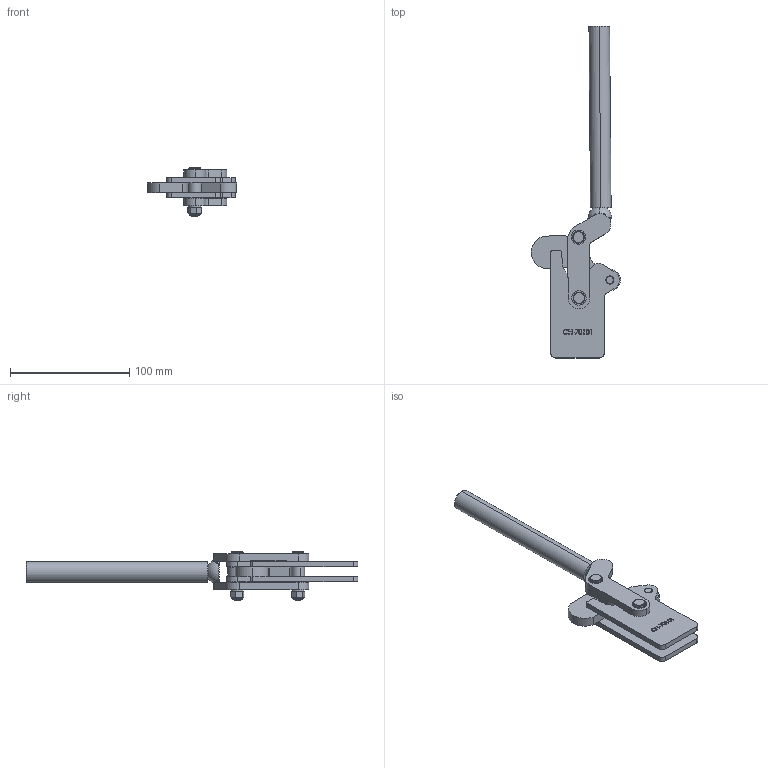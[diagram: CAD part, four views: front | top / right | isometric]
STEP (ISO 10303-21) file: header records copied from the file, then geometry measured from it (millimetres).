
FILE_DESCRIPTION (( 'STEP AP203' ), '1' );
FILE_NAME ('CH-70101.STEP', '2017-12-08T02:58:14', ( 'Windows' ), ( 'Microsoft' ), 'SwSTEP 2.0', 'SolidWorks 2015', '' );
FILE_SCHEMA (( 'CONFIG_CONTROL_DESIGN' ));
Length unit declared in the file: millimetre
Products named in the file (12): 02-07; 02-03; 02-09; 0201-01_默认<按加工>; 02-06; 01-01; 02-13; 02-08; 1-4 LOCK NUT; 02-05; CH-70101; 02-12
Assembly tree (17 placements, depth 2):
  CH-70101
    01-01
    02-08
    02-05
    02-12  x2
    02-07  x2
    02-03  x2
    02-09
    0201-01_默认<按加工>
    02-06  x2
    02-13  x2
    1-4 LOCK NUT  x2
Bounding box: 74.79 x 278.43 x 40.9 mm (x, y, z)
Volume: 92933.6 mm3; surface area: 57520.1 mm2
Topology: 19 solids, 19 shells, 2838 faces, 8106 edges, 5349 vertices
Faces by surface type: plane 1641, cylinder 960, bspline 171, cone 58, torus 6, sphere 2
Entity records: 72720 total; most frequent: CARTESIAN_POINT 22127, ORIENTED_EDGE 10878, DIRECTION 9715, EDGE_CURVE 5439, VERTEX_POINT 3575, AXIS2_PLACEMENT_3D 3427, LINE 2861, VECTOR 2861
